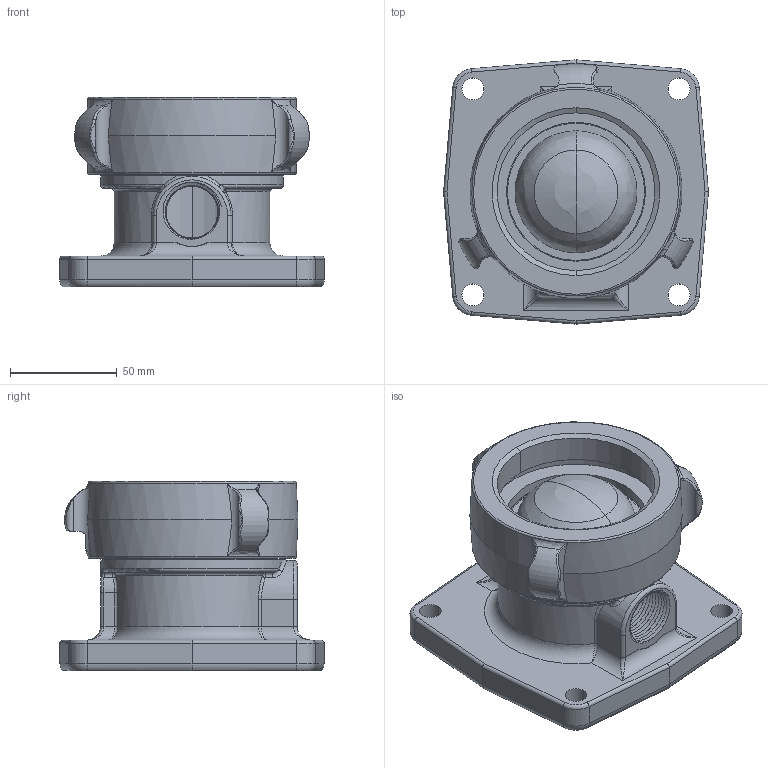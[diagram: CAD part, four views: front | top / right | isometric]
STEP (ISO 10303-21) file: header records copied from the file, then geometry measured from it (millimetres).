
FILE_DESCRIPTION((''),'2;1');
FILE_NAME('78250309','2010-09-20T',('sobri'),(''),'PRO/ENGINEER BY PARAMETRIC TECHNOLOGY CORPORATION, 2008010','PRO/ENGINEER BY PARAMETRIC TECHNOLOGY CORPORATION, 2008010','');
FILE_SCHEMA(('CONFIG_CONTROL_DESIGN'));
Length unit declared in the file: inch
Products named in the file (1): 78250309
Bounding box: 124.11 x 123.83 x 88.66 mm (x, y, z)
Volume: 360983.8 mm3; surface area: 98498 mm2
Topology: 1 solids, 1 shells, 281 faces, 683 edges, 409 vertices
Faces by surface type: cylinder 95, bspline 66, torus 40, plane 37, cone 35, sphere 8
Entity records: 18683 total; most frequent: CARTESIAN_POINT 12667, ORIENTED_EDGE 1358, DIRECTION 1097, EDGE_CURVE 679, AXIS2_PLACEMENT_3D 463, VERTEX_POINT 409, EDGE_LOOP 302, FACE_OUTER_BOUND 281
